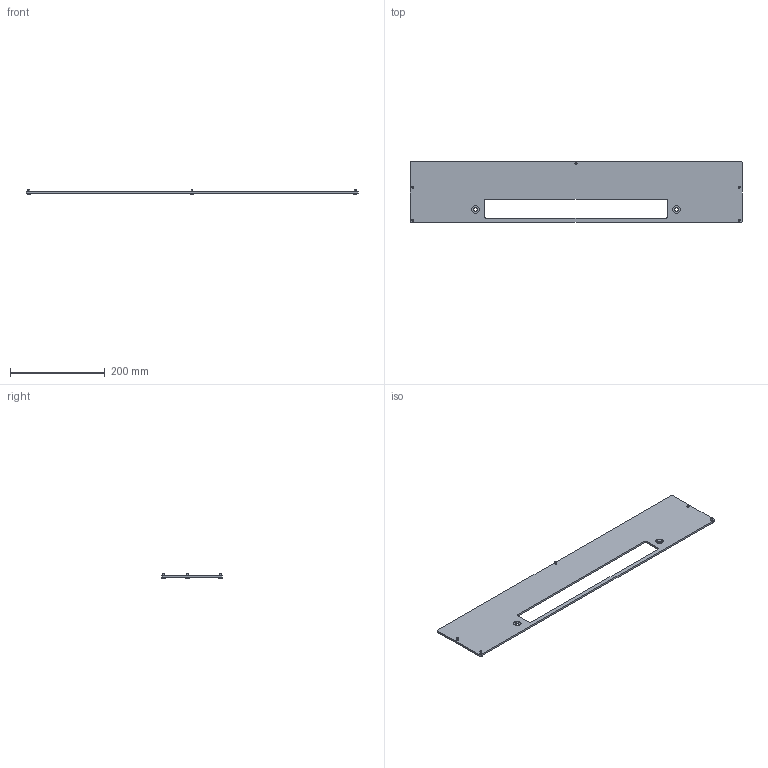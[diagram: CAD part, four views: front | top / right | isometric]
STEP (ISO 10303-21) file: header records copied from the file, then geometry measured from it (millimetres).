
FILE_DESCRIPTION (( 'STEP AP214' ), '1' );
FILE_NAME ('INGUN_114033.STEP', '2022-10-17T13:49:26', ( '' ), ( '' ), 'SwSTEP 2.0', 'SolidWorks 2021', '' );
FILE_SCHEMA (( 'AUTOMOTIVE_DESIGN' ));
Length unit declared in the file: millimetre
Products named in the file (4): DIN125~n_04,3 M04,0; ISO7380~n_M04,0x010; 114034~0_S; INGUN_114033
Assembly tree (11 placements, depth 2):
  INGUN_114033
    114034~0_S
    DIN125~n_04,3 M04,0  x5
    ISO7380~n_M04,0x010  x5
Bounding box: 700 x 129 x 12.2 mm (x, y, z)
Volume: 296787.5 mm3; surface area: 160663.2 mm2
Topology: 11 solids, 11 shells, 213 faces, 517 edges, 338 vertices
Faces by surface type: cylinder 147, plane 46, cone 10, torus 10
Entity records: 2501 total; most frequent: DIRECTION 459, CARTESIAN_POINT 394, ORIENTED_EDGE 370, AXIS2_PLACEMENT_3D 187, EDGE_CURVE 185, VERTEX_POINT 122, CIRCLE 100, EDGE_LOOP 95
